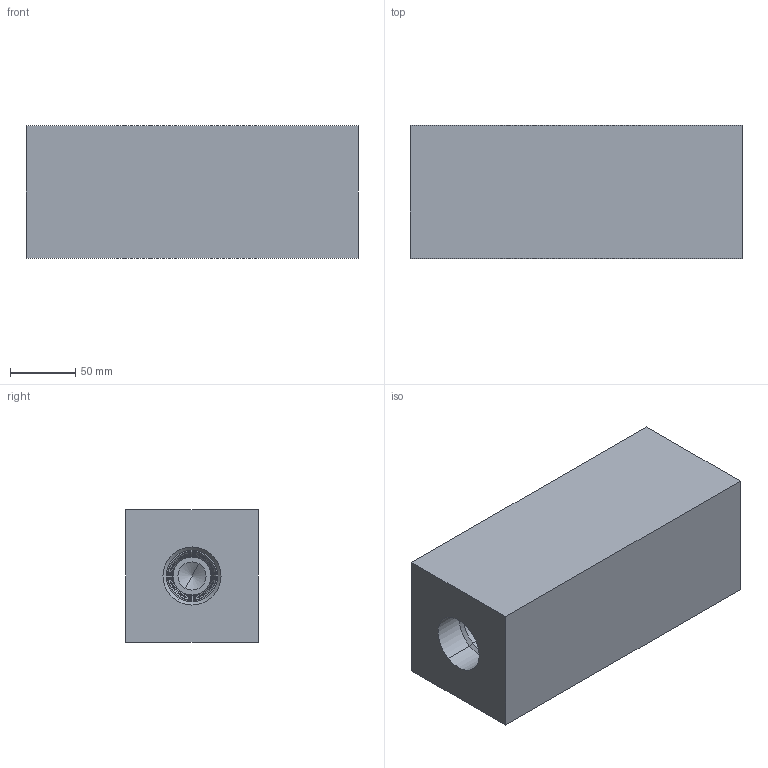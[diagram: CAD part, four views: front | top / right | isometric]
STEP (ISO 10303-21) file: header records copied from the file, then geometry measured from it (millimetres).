
FILE_DESCRIPTION((''),'2;1');
FILE_NAME('START_PART_6061','2009-03-11T',('BobB'),('Sun Hydraulics Corp.'),'PRO/ENGINEER BY PARAMETRIC TECHNOLOGY CORPORATION, 2007370','PRO/ENGINEER BY PARAMETRIC TECHNOLOGY CORPORATION, 2007370','');
FILE_SCHEMA(('CONFIG_CONTROL_DESIGN'));
Length unit declared in the file: inch
Products named in the file (1): START_PART_6061
Bounding box: 254 x 101.6 x 101.6 mm (x, y, z)
Volume: 2435696.8 mm3; surface area: 144689.7 mm2
Topology: 1 solids, 1 shells, 52 faces, 108 edges, 62 vertices
Faces by surface type: cylinder 18, cone 18, plane 8, torus 8
Entity records: 1388 total; most frequent: DIRECTION 268, CARTESIAN_POINT 217, ORIENTED_EDGE 208, AXIS2_PLACEMENT_3D 109, EDGE_CURVE 104, VERTEX_POINT 57, CIRCLE 56, EDGE_LOOP 55
